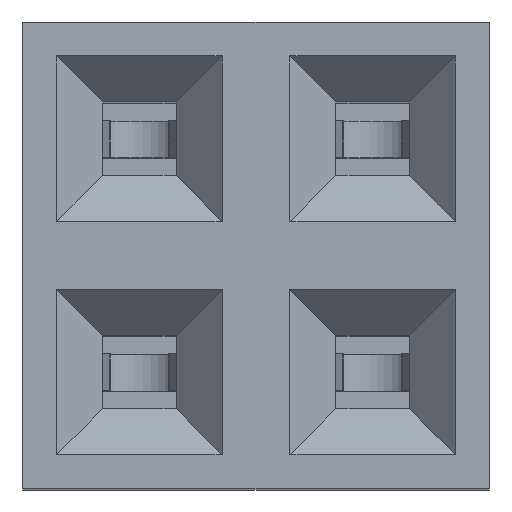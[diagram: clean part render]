
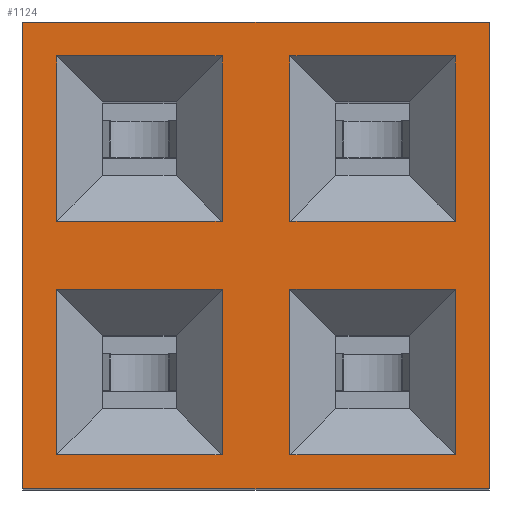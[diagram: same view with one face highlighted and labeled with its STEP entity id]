
A CAD part, top view. The second image highlights one B-rep face of the part: STEP entity #1124.
In plain terms, the highlighted planar face has unit normal (0, 0, 1).
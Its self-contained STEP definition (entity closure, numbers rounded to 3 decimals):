
#1124=ADVANCED_FACE('',(#2928,#2930,#2932,#2934,#2936),#2938,.T.);
#2928=FACE_BOUND('',#2929,.T.);
#2929=EDGE_LOOP('',(#4369,#4370,#4371,#4372));
#2930=FACE_BOUND('',#2931,.T.);
#2931=EDGE_LOOP('',(#4373,#4374,#4375,#4376));
#2932=FACE_BOUND('',#2933,.T.);
#2933=EDGE_LOOP('',(#4377,#4378,#4379,#4380));
#2934=FACE_BOUND('',#2935,.T.);
#2935=EDGE_LOOP('',(#4381,#4382,#4383,#4384));
#2936=FACE_BOUND('',#2937,.T.);
#2937=EDGE_LOOP('',(#4385,#4386,#4387,#4388));
#2938=PLANE('',#2939);
#2939=AXIS2_PLACEMENT_3D('',#2940,#2941,#2942);
#2940=CARTESIAN_POINT('',(0.,0.,8.5));
#2941=DIRECTION('',(0.,0.,1.));
#2942=DIRECTION('',(1.,0.,0.));
#4369=ORIENTED_EDGE('',*,*,#5216,.T.);
#4370=ORIENTED_EDGE('',*,*,#5303,.T.);
#4371=ORIENTED_EDGE('',*,*,#5225,.T.);
#4372=ORIENTED_EDGE('',*,*,#5304,.T.);
#4373=ORIENTED_EDGE('',*,*,#5305,.T.);
#4374=ORIENTED_EDGE('',*,*,#5209,.T.);
#4375=ORIENTED_EDGE('',*,*,#5306,.T.);
#4376=ORIENTED_EDGE('',*,*,#5206,.T.);
#4377=ORIENTED_EDGE('',*,*,#5307,.T.);
#4378=ORIENTED_EDGE('',*,*,#5308,.T.);
#4379=ORIENTED_EDGE('',*,*,#5309,.T.);
#4380=ORIENTED_EDGE('',*,*,#5310,.T.);
#4381=ORIENTED_EDGE('',*,*,#5311,.T.);
#4382=ORIENTED_EDGE('',*,*,#5312,.T.);
#4383=ORIENTED_EDGE('',*,*,#5313,.T.);
#4384=ORIENTED_EDGE('',*,*,#5314,.T.);
#4385=ORIENTED_EDGE('',*,*,#5302,.T.);
#4386=ORIENTED_EDGE('',*,*,#5199,.T.);
#4387=ORIENTED_EDGE('',*,*,#5301,.T.);
#4388=ORIENTED_EDGE('',*,*,#5196,.T.);
#5196=EDGE_CURVE('',#6008,#6009,#6010,.F.);
#5199=EDGE_CURVE('',#6013,#6014,#6015,.F.);
#5206=EDGE_CURVE('',#6022,#6023,#6024,.F.);
#5209=EDGE_CURVE('',#6027,#6028,#6029,.F.);
#5216=EDGE_CURVE('',#6039,#6037,#6040,.T.);
#5225=EDGE_CURVE('',#6055,#6053,#6056,.T.);
#5301=EDGE_CURVE('',#6014,#6008,#6181,.F.);
#5302=EDGE_CURVE('',#6009,#6013,#6182,.F.);
#5303=EDGE_CURVE('',#6037,#6055,#6183,.T.);
#5304=EDGE_CURVE('',#6053,#6039,#6184,.T.);
#5305=EDGE_CURVE('',#6023,#6027,#6185,.F.);
#5306=EDGE_CURVE('',#6028,#6022,#6186,.F.);
#5307=EDGE_CURVE('',#6187,#6188,#6189,.F.);
#5308=EDGE_CURVE('',#6188,#6190,#6191,.F.);
#5309=EDGE_CURVE('',#6190,#6192,#6193,.F.);
#5310=EDGE_CURVE('',#6192,#6187,#6194,.F.);
#5311=EDGE_CURVE('',#6195,#6196,#6197,.F.);
#5312=EDGE_CURVE('',#6196,#6198,#6199,.F.);
#5313=EDGE_CURVE('',#6198,#6200,#6201,.F.);
#5314=EDGE_CURVE('',#6200,#6195,#6202,.F.);
#6008=VERTEX_POINT('',#7602);
#6009=VERTEX_POINT('',#7603);
#6010=LINE('',#7604,#7605);
#6013=VERTEX_POINT('',#7613);
#6014=VERTEX_POINT('',#7614);
#6015=LINE('',#7615,#7616);
#6022=VERTEX_POINT('',#7636);
#6023=VERTEX_POINT('',#7637);
#6024=LINE('',#7638,#7639);
#6027=VERTEX_POINT('',#7647);
#6028=VERTEX_POINT('',#7648);
#6029=LINE('',#7649,#7650);
#6037=VERTEX_POINT('',#7669);
#6039=VERTEX_POINT('',#7673);
#6040=LINE('',#7674,#7675);
#6053=VERTEX_POINT('',#7703);
#6055=VERTEX_POINT('',#7707);
#6056=LINE('',#7708,#7709);
#6181=LINE('',#7993,#7994);
#6182=LINE('',#7996,#7997);
#6183=LINE('',#7999,#8000);
#6184=LINE('',#8002,#8003);
#6185=LINE('',#8005,#8006);
#6186=LINE('',#8008,#8009);
#6187=VERTEX_POINT('',#8011);
#6188=VERTEX_POINT('',#8012);
#6189=LINE('',#8013,#8014);
#6190=VERTEX_POINT('',#8016);
#6191=LINE('',#8017,#8018);
#6192=VERTEX_POINT('',#8020);
#6193=LINE('',#8021,#8022);
#6194=LINE('',#8024,#8025);
#6195=VERTEX_POINT('',#8027);
#6196=VERTEX_POINT('',#8028);
#6197=LINE('',#8029,#8030);
#6198=VERTEX_POINT('',#8032);
#6199=LINE('',#8033,#8034);
#6200=VERTEX_POINT('',#8036);
#6201=LINE('',#8037,#8038);
#6202=LINE('',#8040,#8041);
#7602=CARTESIAN_POINT('',(1.64,-0.9,8.5));
#7603=CARTESIAN_POINT('',(1.64,0.9,8.5));
#7604=CARTESIAN_POINT('',(1.64,0.9,8.5));
#7605=VECTOR('',#7606,1.);
#7606=DIRECTION('',(0.,-1.,0.));
#7613=CARTESIAN_POINT('',(3.44,0.9,8.5));
#7614=CARTESIAN_POINT('',(3.44,-0.9,8.5));
#7615=CARTESIAN_POINT('',(3.44,-0.9,8.5));
#7616=VECTOR('',#7617,1.);
#7617=DIRECTION('',(0.,1.,0.));
#7636=CARTESIAN_POINT('',(1.64,1.64,8.5));
#7637=CARTESIAN_POINT('',(1.64,3.44,8.5));
#7638=CARTESIAN_POINT('',(1.64,3.44,8.5));
#7639=VECTOR('',#7640,1.);
#7640=DIRECTION('',(0.,-1.,0.));
#7647=CARTESIAN_POINT('',(3.44,3.44,8.5));
#7648=CARTESIAN_POINT('',(3.44,1.64,8.5));
#7649=CARTESIAN_POINT('',(3.44,1.64,8.5));
#7650=VECTOR('',#7651,1.);
#7651=DIRECTION('',(0.,1.,0.));
#7669=CARTESIAN_POINT('',(-1.27,-1.27,8.5));
#7673=CARTESIAN_POINT('',(-1.27,3.81,8.5));
#7674=CARTESIAN_POINT('',(-1.27,3.81,8.5));
#7675=VECTOR('',#7676,1.);
#7676=DIRECTION('',(0.,-1.,0.));
#7703=CARTESIAN_POINT('',(3.81,3.81,8.5));
#7707=CARTESIAN_POINT('',(3.81,-1.27,8.5));
#7708=CARTESIAN_POINT('',(3.81,-1.27,8.5));
#7709=VECTOR('',#7710,1.);
#7710=DIRECTION('',(0.,1.,0.));
#7993=CARTESIAN_POINT('',(1.64,-0.9,8.5));
#7994=VECTOR('',#7995,1.);
#7995=DIRECTION('',(1.,0.,0.));
#7996=CARTESIAN_POINT('',(3.44,0.9,8.5));
#7997=VECTOR('',#7998,1.);
#7998=DIRECTION('',(-1.,0.,0.));
#7999=CARTESIAN_POINT('',(-1.27,-1.27,8.5));
#8000=VECTOR('',#8001,1.);
#8001=DIRECTION('',(1.,0.,0.));
#8002=CARTESIAN_POINT('',(3.81,3.81,8.5));
#8003=VECTOR('',#8004,1.);
#8004=DIRECTION('',(-1.,0.,0.));
#8005=CARTESIAN_POINT('',(3.44,3.44,8.5));
#8006=VECTOR('',#8007,1.);
#8007=DIRECTION('',(-1.,0.,0.));
#8008=CARTESIAN_POINT('',(1.64,1.64,8.5));
#8009=VECTOR('',#8010,1.);
#8010=DIRECTION('',(1.,0.,0.));
#8011=CARTESIAN_POINT('',(-0.9,0.9,8.5));
#8012=CARTESIAN_POINT('',(0.9,0.9,8.5));
#8013=CARTESIAN_POINT('',(0.9,0.9,8.5));
#8014=VECTOR('',#8015,1.);
#8015=DIRECTION('',(-1.,0.,0.));
#8016=CARTESIAN_POINT('',(0.9,-0.9,8.5));
#8017=CARTESIAN_POINT('',(0.9,-0.9,8.5));
#8018=VECTOR('',#8019,1.);
#8019=DIRECTION('',(0.,1.,0.));
#8020=CARTESIAN_POINT('',(-0.9,-0.9,8.5));
#8021=CARTESIAN_POINT('',(-0.9,-0.9,8.5));
#8022=VECTOR('',#8023,1.);
#8023=DIRECTION('',(1.,0.,0.));
#8024=CARTESIAN_POINT('',(-0.9,0.9,8.5));
#8025=VECTOR('',#8026,1.);
#8026=DIRECTION('',(0.,-1.,0.));
#8027=CARTESIAN_POINT('',(-0.9,3.44,8.5));
#8028=CARTESIAN_POINT('',(0.9,3.44,8.5));
#8029=CARTESIAN_POINT('',(0.9,3.44,8.5));
#8030=VECTOR('',#8031,1.);
#8031=DIRECTION('',(-1.,0.,0.));
#8032=CARTESIAN_POINT('',(0.9,1.64,8.5));
#8033=CARTESIAN_POINT('',(0.9,1.64,8.5));
#8034=VECTOR('',#8035,1.);
#8035=DIRECTION('',(0.,1.,0.));
#8036=CARTESIAN_POINT('',(-0.9,1.64,8.5));
#8037=CARTESIAN_POINT('',(-0.9,1.64,8.5));
#8038=VECTOR('',#8039,1.);
#8039=DIRECTION('',(1.,0.,0.));
#8040=CARTESIAN_POINT('',(-0.9,3.44,8.5));
#8041=VECTOR('',#8042,1.);
#8042=DIRECTION('',(0.,-1.,0.));
